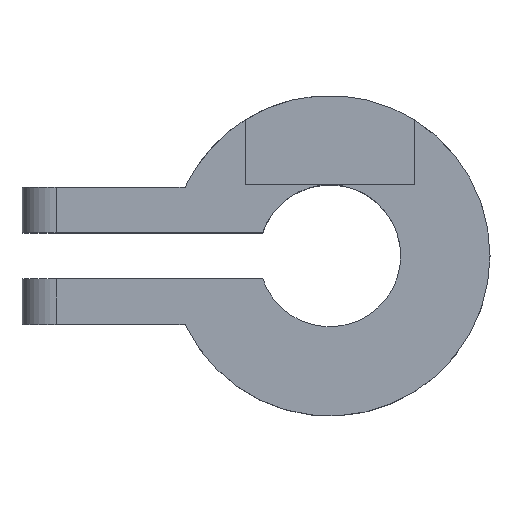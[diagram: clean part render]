
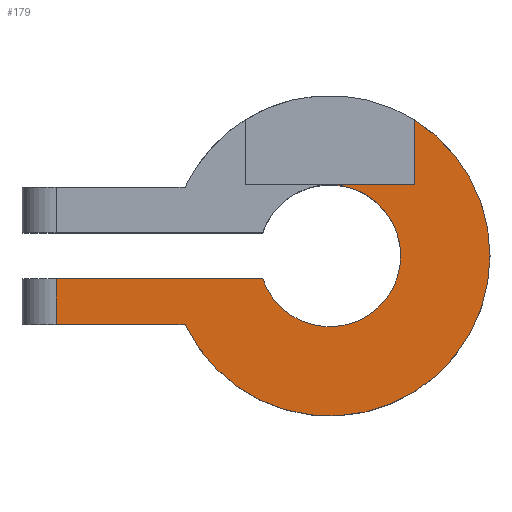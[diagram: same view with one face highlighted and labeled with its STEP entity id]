
A CAD part, top view. The second image highlights one B-rep face of the part: STEP entity #179.
In plain terms, the highlighted planar face has unit normal (0, 0, 1).
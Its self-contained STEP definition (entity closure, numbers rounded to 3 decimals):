
#1 = VERTEX_POINT ( 'NONE', #664 ) ;
#13 = DIRECTION ( 'NONE',  ( -1., 0., 0. ) ) ;
#20 = CIRCLE ( 'NONE', #632, 7. ) ;
#35 = ORIENTED_EDGE ( 'NONE', *, *, #420, .T. ) ;
#37 = DIRECTION ( 'NONE',  ( -1., 0., 0. ) ) ;
#46 = FACE_OUTER_BOUND ( 'NONE', #395, .T. ) ;
#53 = CARTESIAN_POINT ( 'NONE',  ( -11.947, -3., -1. ) ) ;
#90 = DIRECTION ( 'NONE',  ( 0., 0., -1. ) ) ;
#98 = EDGE_CURVE ( 'NONE', #404, #121, #266, .T. ) ;
#121 = VERTEX_POINT ( 'NONE', #823 ) ;
#124 = EDGE_CURVE ( 'NONE', #461, #190, #350, .T. ) ;
#134 = ORIENTED_EDGE ( 'NONE', *, *, #373, .F. ) ;
#136 = ORIENTED_EDGE ( 'NONE', *, *, #625, .T. ) ;
#169 = CARTESIAN_POINT ( 'NONE',  ( 0., 0., -1. ) ) ;
#179 = ADVANCED_FACE ( 'NONE', ( #46 ), #782, .F. ) ;
#183 = DIRECTION ( 'NONE',  ( 0., 0., -1. ) ) ;
#186 = LINE ( 'NONE', #747, #448 ) ;
#190 = VERTEX_POINT ( 'NONE', #858 ) ;
#222 = CARTESIAN_POINT ( 'NONE',  ( -5.447, -3., -1. ) ) ;
#237 = AXIS2_PLACEMENT_3D ( 'NONE', #353, #626, #759 ) ;
#242 = CIRCLE ( 'NONE', #424, 3.1 ) ;
#251 = CARTESIAN_POINT ( 'NONE',  ( 0., 3.1, -1. ) ) ;
#266 = CIRCLE ( 'NONE', #339, 3.1 ) ;
#288 = LINE ( 'NONE', #222, #599 ) ;
#291 = ORIENTED_EDGE ( 'NONE', *, *, #585, .F. ) ;
#317 = CARTESIAN_POINT ( 'NONE',  ( 0., 3.1, -1. ) ) ;
#333 = VERTEX_POINT ( 'NONE', #53 ) ;
#339 = AXIS2_PLACEMENT_3D ( 'NONE', #706, #90, #486 ) ;
#347 = LINE ( 'NONE', #408, #750 ) ;
#350 = CIRCLE ( 'NONE', #237, 7. ) ;
#353 = CARTESIAN_POINT ( 'NONE',  ( 0., 0., -1. ) ) ;
#373 = EDGE_CURVE ( 'NONE', #596, #512, #186, .T. ) ;
#395 = EDGE_LOOP ( 'NONE', ( #134, #136, #291, #612, #660, #550, #35, #859, #501 ) ) ;
#397 = DIRECTION ( 'NONE',  ( 1., 0., 0. ) ) ;
#404 = VERTEX_POINT ( 'NONE', #251 ) ;
#408 = CARTESIAN_POINT ( 'NONE',  ( -11.947, -3., -1. ) ) ;
#420 = EDGE_CURVE ( 'NONE', #1, #404, #472, .T. ) ;
#424 = AXIS2_PLACEMENT_3D ( 'NONE', #581, #644, #499 ) ;
#438 = CARTESIAN_POINT ( 'NONE',  ( -6.325, -3., -1. ) ) ;
#448 = VECTOR ( 'NONE', #397, 1000. ) ;
#455 = DIRECTION ( 'NONE',  ( -1., 0., 0. ) ) ;
#461 = VERTEX_POINT ( 'NONE', #539 ) ;
#467 = EDGE_CURVE ( 'NONE', #190, #657, #20, .T. ) ;
#472 = LINE ( 'NONE', #317, #765 ) ;
#486 = DIRECTION ( 'NONE',  ( -1., 0., 0. ) ) ;
#499 = DIRECTION ( 'NONE',  ( -1., 0., 0. ) ) ;
#501 = ORIENTED_EDGE ( 'NONE', *, *, #649, .T. ) ;
#512 = VERTEX_POINT ( 'NONE', #548 ) ;
#514 = VECTOR ( 'NONE', #662, 1000. ) ;
#525 = CARTESIAN_POINT ( 'NONE',  ( 0., 0., -1. ) ) ;
#531 = LINE ( 'NONE', #808, #514 ) ;
#539 = CARTESIAN_POINT ( 'NONE',  ( 3.7, 5.942, -1. ) ) ;
#541 = CARTESIAN_POINT ( 'NONE',  ( -11.947, -1., -1. ) ) ;
#548 = CARTESIAN_POINT ( 'NONE',  ( -2.934, -1., -1. ) ) ;
#550 = ORIENTED_EDGE ( 'NONE', *, *, #853, .T. ) ;
#581 = CARTESIAN_POINT ( 'NONE',  ( 0., 0., -1. ) ) ;
#585 = EDGE_CURVE ( 'NONE', #657, #333, #288, .T. ) ;
#596 = VERTEX_POINT ( 'NONE', #541 ) ;
#599 = VECTOR ( 'NONE', #13, 1000. ) ;
#612 = ORIENTED_EDGE ( 'NONE', *, *, #467, .F. ) ;
#625 = EDGE_CURVE ( 'NONE', #596, #333, #347, .T. ) ;
#626 = DIRECTION ( 'NONE',  ( 0., 0., -1. ) ) ;
#632 = AXIS2_PLACEMENT_3D ( 'NONE', #525, #183, #455 ) ;
#644 = DIRECTION ( 'NONE',  ( 0., 0., -1. ) ) ;
#645 = DIRECTION ( 'NONE',  ( 0., 0., -1. ) ) ;
#649 = EDGE_CURVE ( 'NONE', #121, #512, #242, .T. ) ;
#657 = VERTEX_POINT ( 'NONE', #438 ) ;
#660 = ORIENTED_EDGE ( 'NONE', *, *, #124, .F. ) ;
#662 = DIRECTION ( 'NONE',  ( 0., -1., 0. ) ) ;
#664 = CARTESIAN_POINT ( 'NONE',  ( 3.7, 3.1, -1. ) ) ;
#706 = CARTESIAN_POINT ( 'NONE',  ( 0., 0., -1. ) ) ;
#747 = CARTESIAN_POINT ( 'NONE',  ( -13.447, -1., -1. ) ) ;
#750 = VECTOR ( 'NONE', #848, 1000. ) ;
#759 = DIRECTION ( 'NONE',  ( -1., 0., 0. ) ) ;
#765 = VECTOR ( 'NONE', #884, 1000. ) ;
#782 = PLANE ( 'NONE',  #826 ) ;
#808 = CARTESIAN_POINT ( 'NONE',  ( 3.7, 3.1, -1. ) ) ;
#823 = CARTESIAN_POINT ( 'NONE',  ( 3.1, 0., -1. ) ) ;
#826 = AXIS2_PLACEMENT_3D ( 'NONE', #169, #645, #37 ) ;
#848 = DIRECTION ( 'NONE',  ( 0., -1., 0. ) ) ;
#853 = EDGE_CURVE ( 'NONE', #461, #1, #531, .T. ) ;
#858 = CARTESIAN_POINT ( 'NONE',  ( 7., 0., -1. ) ) ;
#859 = ORIENTED_EDGE ( 'NONE', *, *, #98, .T. ) ;
#884 = DIRECTION ( 'NONE',  ( -1., 0., 0. ) ) ;
